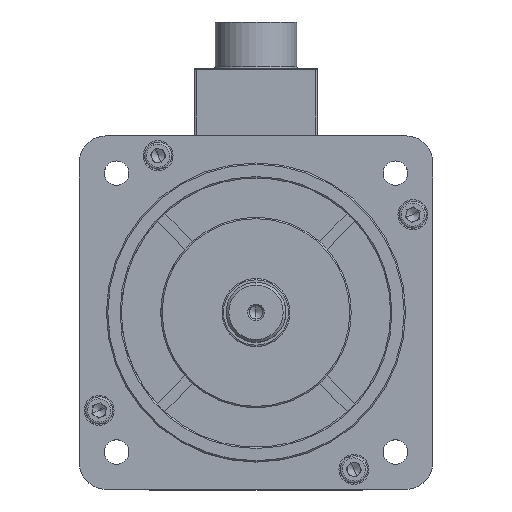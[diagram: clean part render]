
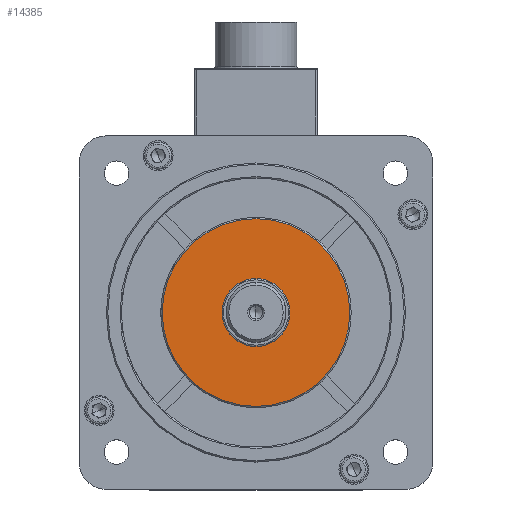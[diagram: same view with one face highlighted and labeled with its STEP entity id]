
A CAD part, top view. The second image highlights one B-rep face of the part: STEP entity #14385.
In plain terms, the highlighted planar face has unit normal (0, 0, 1).
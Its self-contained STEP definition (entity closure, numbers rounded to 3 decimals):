
#539 = CARTESIAN_POINT ( 'NONE',  ( 235.859, 86.541, 64.207 ) ) ;
#4845 = FACE_OUTER_BOUND ( 'NONE', #21748, .T. ) ;
#4849 = DIRECTION ( 'NONE',  ( 1., 0., 0. ) ) ;
#7522 = CARTESIAN_POINT ( 'NONE',  ( 201.359, 86.541, 64.207 ) ) ;
#7702 = DIRECTION ( 'NONE',  ( 0., 0., 1. ) ) ;
#10094 = DIRECTION ( 'NONE',  ( 1., 0., 0. ) ) ;
#10732 = AXIS2_PLACEMENT_3D ( 'NONE', #12903, #29717, #13089 ) ;
#12903 = CARTESIAN_POINT ( 'NONE',  ( 201.359, 86.541, 64.207 ) ) ;
#13089 = DIRECTION ( 'NONE',  ( 1., 0., 0. ) ) ;
#13118 = EDGE_CURVE ( 'NONE', #26808, #34091, #28862, .T. ) ;
#13913 = ORIENTED_EDGE ( 'NONE', *, *, #16638, .T. ) ;
#14385 = ADVANCED_FACE ( 'NONE', ( #4845 ), #35133, .T. ) ;
#16638 = EDGE_CURVE ( 'NONE', #34091, #26808, #27965, .T. ) ;
#17898 = AXIS2_PLACEMENT_3D ( 'NONE', #7522, #7702, #4849 ) ;
#18156 = AXIS2_PLACEMENT_3D ( 'NONE', #31933, #21258, #10094 ) ;
#21258 = DIRECTION ( 'NONE',  ( 0., 0., 1. ) ) ;
#21748 = EDGE_LOOP ( 'NONE', ( #35169, #13913 ) ) ;
#26808 = VERTEX_POINT ( 'NONE', #35671 ) ;
#27965 = CIRCLE ( 'NONE', #18156, 34.5 ) ;
#28862 = CIRCLE ( 'NONE', #17898, 34.5 ) ;
#29717 = DIRECTION ( 'NONE',  ( 0., 0., 1. ) ) ;
#31933 = CARTESIAN_POINT ( 'NONE',  ( 201.359, 86.541, 64.207 ) ) ;
#34091 = VERTEX_POINT ( 'NONE', #539 ) ;
#35133 = PLANE ( 'NONE',  #10732 ) ;
#35169 = ORIENTED_EDGE ( 'NONE', *, *, #13118, .T. ) ;
#35671 = CARTESIAN_POINT ( 'NONE',  ( 166.859, 86.541, 64.207 ) ) ;
